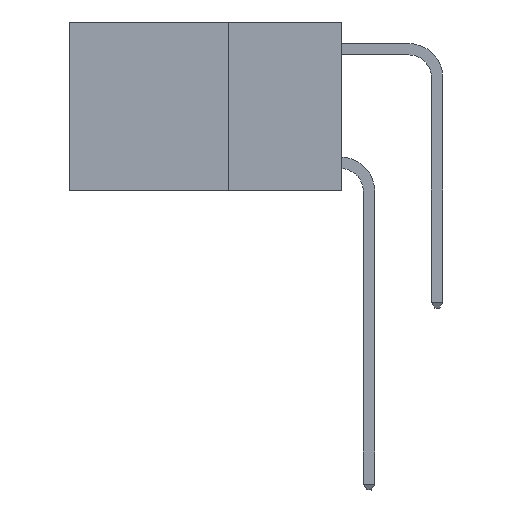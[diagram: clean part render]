
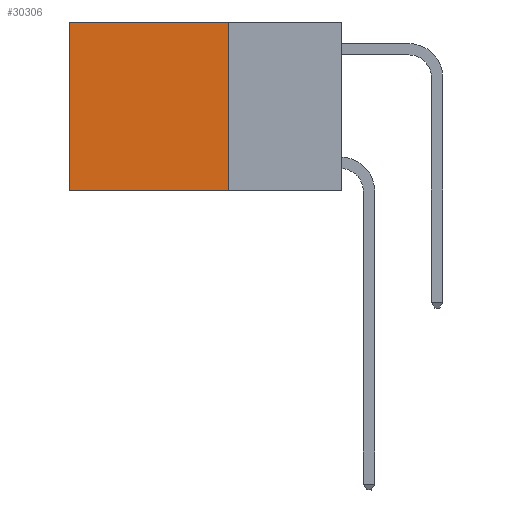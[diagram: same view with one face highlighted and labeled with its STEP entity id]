
A CAD part, left-side view. The second image highlights one B-rep face of the part: STEP entity #30306.
In plain terms, the highlighted planar face has unit normal (-1, 0, 0).
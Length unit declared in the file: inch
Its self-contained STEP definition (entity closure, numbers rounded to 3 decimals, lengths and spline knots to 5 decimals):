
#187 = LINE ( 'NONE', #27196, #21169 ) ;
#2329 = DIRECTION ( 'NONE',  ( 0., 1., 0. ) ) ;
#2870 = EDGE_CURVE ( 'NONE', #26569, #17660, #187, .T. ) ;
#3572 = VECTOR ( 'NONE', #4174, 39.37008 ) ;
#4174 = DIRECTION ( 'NONE',  ( 0., 0., -1. ) ) ;
#5446 = EDGE_CURVE ( 'NONE', #9163, #26569, #31103, .T. ) ;
#8000 = CARTESIAN_POINT ( 'NONE',  ( 0.2625, 0.25, 0. ) ) ;
#8970 = DIRECTION ( 'NONE',  ( 0., 1., 0. ) ) ;
#9163 = VERTEX_POINT ( 'NONE', #8000 ) ;
#10400 = DIRECTION ( 'NONE',  ( 0., 0., -1. ) ) ;
#12869 = LINE ( 'NONE', #17178, #3572 ) ;
#12927 = LINE ( 'NONE', #23258, #31396 ) ;
#14030 = ORIENTED_EDGE ( 'NONE', *, *, #2870, .F. ) ;
#15072 = ORIENTED_EDGE ( 'NONE', *, *, #19274, .T. ) ;
#15418 = CARTESIAN_POINT ( 'NONE',  ( 0.2625, 0.25, 0. ) ) ;
#15698 = DIRECTION ( 'NONE',  ( 0., 0., -1. ) ) ;
#15724 = ORIENTED_EDGE ( 'NONE', *, *, #5446, .F. ) ;
#16131 = CARTESIAN_POINT ( 'NONE',  ( 0.2625, 0.25, 0. ) ) ;
#17178 = CARTESIAN_POINT ( 'NONE',  ( 0.2625, 0.6, 0. ) ) ;
#17660 = VERTEX_POINT ( 'NONE', #26298 ) ;
#19274 = EDGE_CURVE ( 'NONE', #31301, #17660, #12869, .T. ) ;
#19352 = EDGE_LOOP ( 'NONE', ( #15072, #14030, #15724, #28162 ) ) ;
#19759 = FACE_OUTER_BOUND ( 'NONE', #19352, .T. ) ;
#21004 = DIRECTION ( 'NONE',  ( 1., 0., 0. ) ) ;
#21169 = VECTOR ( 'NONE', #8970, 39.37008 ) ;
#22276 = AXIS2_PLACEMENT_3D ( 'NONE', #16131, #21004, #15698 ) ;
#23258 = CARTESIAN_POINT ( 'NONE',  ( 0.2625, 0.25, 0. ) ) ;
#25510 = VECTOR ( 'NONE', #10400, 39.37008 ) ;
#26298 = CARTESIAN_POINT ( 'NONE',  ( 0.2625, 0.6, -0.37 ) ) ;
#26411 = PLANE ( 'NONE',  #22276 ) ;
#26569 = VERTEX_POINT ( 'NONE', #31006 ) ;
#27196 = CARTESIAN_POINT ( 'NONE',  ( 0.2625, 0.25, -0.37 ) ) ;
#28162 = ORIENTED_EDGE ( 'NONE', *, *, #30194, .T. ) ;
#30194 = EDGE_CURVE ( 'NONE', #9163, #31301, #12927, .T. ) ;
#30306 = ADVANCED_FACE ( 'NONE', ( #19759 ), #26411, .F. ) ;
#31006 = CARTESIAN_POINT ( 'NONE',  ( 0.2625, 0.25, -0.37 ) ) ;
#31103 = LINE ( 'NONE', #15418, #25510 ) ;
#31301 = VERTEX_POINT ( 'NONE', #32431 ) ;
#31396 = VECTOR ( 'NONE', #2329, 39.37008 ) ;
#32431 = CARTESIAN_POINT ( 'NONE',  ( 0.2625, 0.6, 0. ) ) ;
